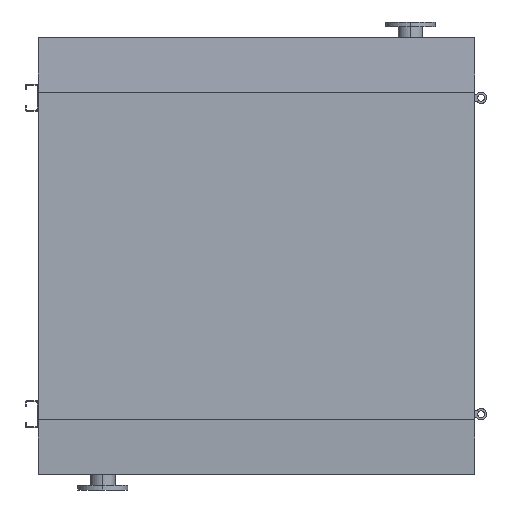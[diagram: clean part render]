
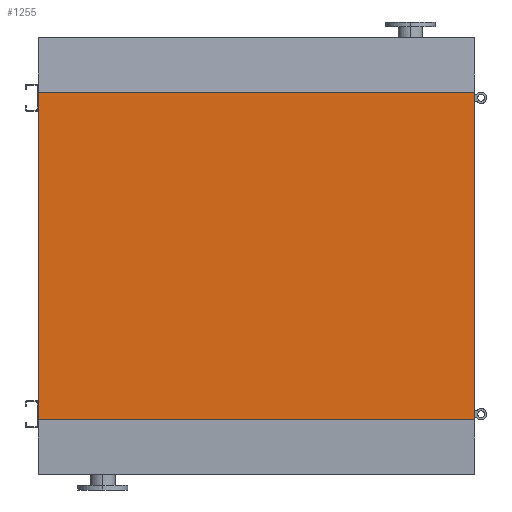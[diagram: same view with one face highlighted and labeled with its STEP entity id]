
A CAD part, front view. The second image highlights one B-rep face of the part: STEP entity #1255.
In plain terms, the highlighted planar face has unit normal (0, -1, 0).
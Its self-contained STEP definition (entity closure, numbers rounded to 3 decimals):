
#115 = PLANE ( 'NONE',  #3517 ) ;
#276 = ORIENTED_EDGE ( 'NONE', *, *, #6458, .T. ) ;
#337 = VERTEX_POINT ( 'NONE', #3117 ) ;
#518 = EDGE_CURVE ( 'NONE', #337, #2486, #3445, .T. ) ;
#774 = FACE_OUTER_BOUND ( 'NONE', #5410, .T. ) ;
#817 = DIRECTION ( 'NONE',  ( 1., 0., 0. ) ) ;
#863 = DIRECTION ( 'NONE',  ( 0., 0., 1. ) ) ;
#964 = ORIENTED_EDGE ( 'NONE', *, *, #2341, .T. ) ;
#1022 = CARTESIAN_POINT ( 'NONE',  ( 965., 0., -1450. ) ) ;
#1025 = DIRECTION ( 'NONE',  ( 1., 0., 0. ) ) ;
#1255 = ADVANCED_FACE ( 'NONE', ( #774 ), #115, .T. ) ;
#1361 = CARTESIAN_POINT ( 'NONE',  ( -965., 0., -1450. ) ) ;
#1579 = CARTESIAN_POINT ( 'NONE',  ( -965., 0., -1450. ) ) ;
#1705 = CARTESIAN_POINT ( 'NONE',  ( -965., 0., 0. ) ) ;
#2158 = VECTOR ( 'NONE', #5505, 1000. ) ;
#2341 = EDGE_CURVE ( 'NONE', #4223, #3142, #4122, .T. ) ;
#2459 = DIRECTION ( 'NONE',  ( 0., 0., -1. ) ) ;
#2486 = VERTEX_POINT ( 'NONE', #4342 ) ;
#2710 = ORIENTED_EDGE ( 'NONE', *, *, #518, .F. ) ;
#3006 = DIRECTION ( 'NONE',  ( 0., -1., 0. ) ) ;
#3117 = CARTESIAN_POINT ( 'NONE',  ( -965., 0., 0. ) ) ;
#3142 = VERTEX_POINT ( 'NONE', #7189 ) ;
#3445 = LINE ( 'NONE', #1705, #6096 ) ;
#3517 = AXIS2_PLACEMENT_3D ( 'NONE', #5248, #3006, #2459 ) ;
#3661 = VECTOR ( 'NONE', #863, 1000. ) ;
#4055 = ORIENTED_EDGE ( 'NONE', *, *, #5377, .F. ) ;
#4122 = LINE ( 'NONE', #1361, #4685 ) ;
#4162 = CARTESIAN_POINT ( 'NONE',  ( -965., 0., -1450. ) ) ;
#4194 = LINE ( 'NONE', #4162, #3661 ) ;
#4223 = VERTEX_POINT ( 'NONE', #1579 ) ;
#4342 = CARTESIAN_POINT ( 'NONE',  ( 965., 0., 0. ) ) ;
#4368 = LINE ( 'NONE', #1022, #2158 ) ;
#4685 = VECTOR ( 'NONE', #817, 1000. ) ;
#5248 = CARTESIAN_POINT ( 'NONE',  ( -965., 0., -1450. ) ) ;
#5377 = EDGE_CURVE ( 'NONE', #4223, #337, #4194, .T. ) ;
#5410 = EDGE_LOOP ( 'NONE', ( #2710, #4055, #964, #276 ) ) ;
#5505 = DIRECTION ( 'NONE',  ( 0., 0., 1. ) ) ;
#6096 = VECTOR ( 'NONE', #1025, 1000. ) ;
#6458 = EDGE_CURVE ( 'NONE', #3142, #2486, #4368, .T. ) ;
#7189 = CARTESIAN_POINT ( 'NONE',  ( 965., 0., -1450. ) ) ;
